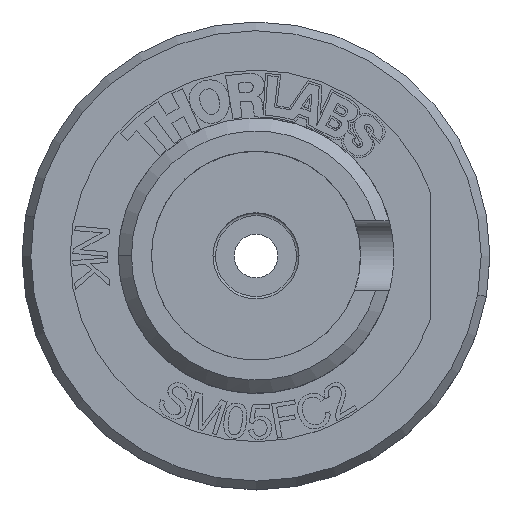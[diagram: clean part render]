
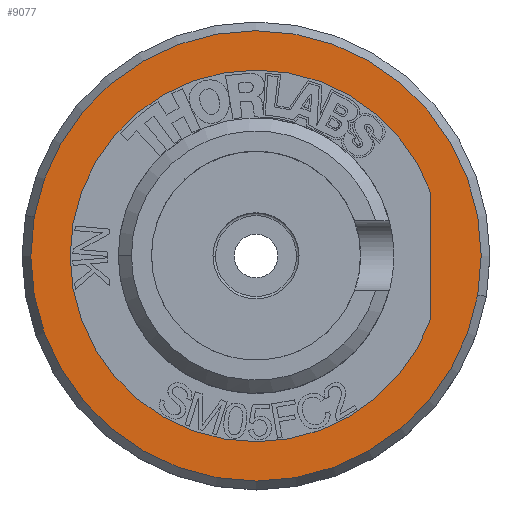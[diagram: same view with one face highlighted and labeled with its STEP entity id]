
A CAD part, top view. The second image highlights one B-rep face of the part: STEP entity #9077.
In plain terms, the highlighted planar face has unit normal (0, 0, 1).
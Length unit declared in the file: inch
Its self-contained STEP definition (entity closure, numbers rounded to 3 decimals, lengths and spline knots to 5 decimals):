
#153 = AXIS2_PLACEMENT_3D ( 'NONE', #3405, #5071, #16657 ) ;
#319 = CARTESIAN_POINT ( 'NONE',  ( 0.1395, 0.11203, -0.26335 ) ) ;
#522 = ORIENTED_EDGE ( 'NONE', *, *, #12973, .T. ) ;
#563 = ORIENTED_EDGE ( 'NONE', *, *, #11739, .T. ) ;
#1437 = CARTESIAN_POINT ( 'NONE',  ( 0.33402, 0.07786, -0.26335 ) ) ;
#3129 = CARTESIAN_POINT ( 'NONE',  ( 0.36646, 0.26253, -0.26335 ) ) ;
#3164 = ORIENTED_EDGE ( 'NONE', *, *, #21232, .T. ) ;
#3371 = DIRECTION ( 'NONE',  ( 0., 0., 1. ) ) ;
#3405 = CARTESIAN_POINT ( 'NONE',  ( 0.33402, 0.07786, -0.26335 ) ) ;
#3514 = AXIS2_PLACEMENT_3D ( 'NONE', #3129, #4924, #14652 ) ;
#3657 = VERTEX_POINT ( 'NONE', #16262 ) ;
#4057 = CIRCLE ( 'NONE', #20613, 0.1975 ) ;
#4209 = VERTEX_POINT ( 'NONE', #10054 ) ;
#4924 = DIRECTION ( 'NONE',  ( 0., 0., -1. ) ) ;
#5071 = DIRECTION ( 'NONE',  ( 0., 0., -1. ) ) ;
#5669 = ORIENTED_EDGE ( 'NONE', *, *, #15602, .T. ) ;
#8179 = CARTESIAN_POINT ( 'NONE',  ( 0.33402, 0.07786, -0.26335 ) ) ;
#8505 = CARTESIAN_POINT ( 'NONE',  ( 0.0804, 0.12241, -0.26335 ) ) ;
#8808 = AXIS2_PLACEMENT_3D ( 'NONE', #12792, #19296, #9501 ) ;
#9077 = ADVANCED_FACE ( 'NONE', ( #13707, #16310 ), #15910, .F. ) ;
#9155 = CIRCLE ( 'NONE', #8808, 0.2575 ) ;
#9501 = DIRECTION ( 'NONE',  ( -0.985, 0.173, 0. ) ) ;
#9759 = DIRECTION ( 'NONE',  ( -0.985, 0.173, 0. ) ) ;
#9865 = EDGE_LOOP ( 'NONE', ( #563, #5669 ) ) ;
#10054 = CARTESIAN_POINT ( 'NONE',  ( 0.52854, 0.04369, -0.26335 ) ) ;
#10863 = VERTEX_POINT ( 'NONE', #8505 ) ;
#11739 = EDGE_CURVE ( 'NONE', #10863, #3657, #15319, .T. ) ;
#11938 = EDGE_LOOP ( 'NONE', ( #3164, #522 ) ) ;
#12034 = AXIS2_PLACEMENT_3D ( 'NONE', #8179, #3371, #19692 ) ;
#12792 = CARTESIAN_POINT ( 'NONE',  ( 0.33402, 0.07786, -0.26335 ) ) ;
#12973 = EDGE_CURVE ( 'NONE', #20752, #4209, #13950, .T. ) ;
#13707 = FACE_OUTER_BOUND ( 'NONE', #9865, .T. ) ;
#13950 = CIRCLE ( 'NONE', #153, 0.1975 ) ;
#14652 = DIRECTION ( 'NONE',  ( -0.985, 0.173, 0. ) ) ;
#15319 = CIRCLE ( 'NONE', #12034, 0.2575 ) ;
#15602 = EDGE_CURVE ( 'NONE', #3657, #10863, #9155, .T. ) ;
#15910 = PLANE ( 'NONE',  #3514 ) ;
#16262 = CARTESIAN_POINT ( 'NONE',  ( 0.58763, 0.03331, -0.26335 ) ) ;
#16310 = FACE_BOUND ( 'NONE', #11938, .T. ) ;
#16657 = DIRECTION ( 'NONE',  ( -0.985, 0.173, 0. ) ) ;
#18057 = DIRECTION ( 'NONE',  ( 0., 0., -1. ) ) ;
#19296 = DIRECTION ( 'NONE',  ( 0., 0., 1. ) ) ;
#19692 = DIRECTION ( 'NONE',  ( -0.985, 0.173, 0. ) ) ;
#20613 = AXIS2_PLACEMENT_3D ( 'NONE', #1437, #18057, #9759 ) ;
#20752 = VERTEX_POINT ( 'NONE', #319 ) ;
#21232 = EDGE_CURVE ( 'NONE', #4209, #20752, #4057, .T. ) ;
